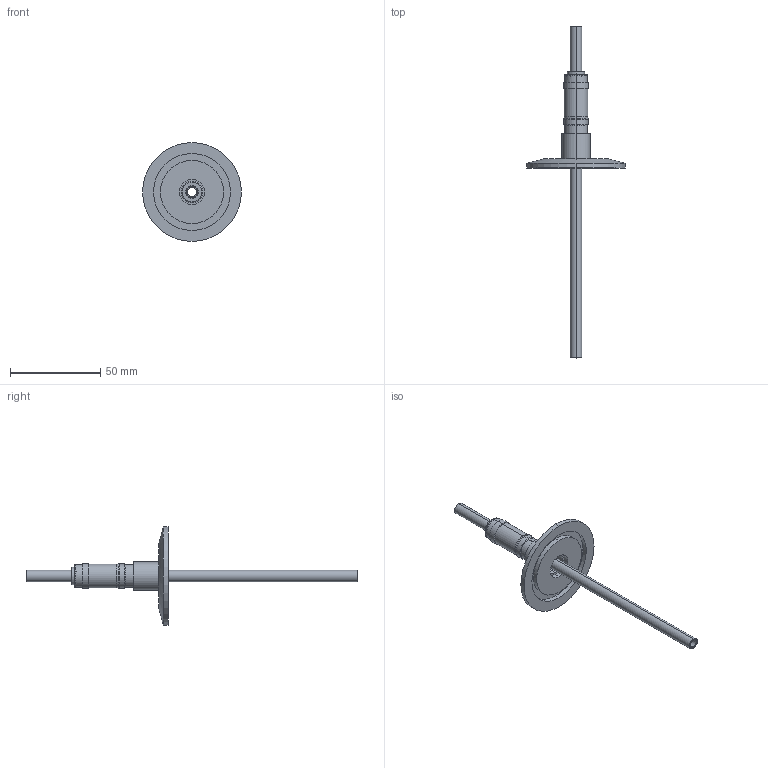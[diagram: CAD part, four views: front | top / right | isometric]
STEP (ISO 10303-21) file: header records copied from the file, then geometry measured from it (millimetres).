
FILE_DESCRIPTION (( 'STEP AP203' ), '1' );
FILE_NAME ('A0118-2-QF.STEP', '2013-06-13T11:30:12', ( '' ), ( '' ), 'SwSTEP 2.0', 'SolidWorks 2012', '' );
FILE_SCHEMA (( 'CONFIG_CONTROL_DESIGN' ));
Length unit declared in the file: inch
Products named in the file (1): A0118-2-QF
Bounding box: 54.86 x 184.15 x 54.86 mm (x, y, z)
Volume: 15460.8 mm3; surface area: 16988.3 mm2
Topology: 1 solids, 1 shells, 84 faces, 178 edges, 114 vertices
Faces by surface type: cylinder 46, plane 20, cone 12, bspline 6
Entity records: 2925 total; most frequent: CARTESIAN_POINT 951, DIRECTION 444, ORIENTED_EDGE 356, AXIS2_PLACEMENT_3D 193, EDGE_CURVE 178, CIRCLE 114, VERTEX_POINT 114, EDGE_LOOP 104
